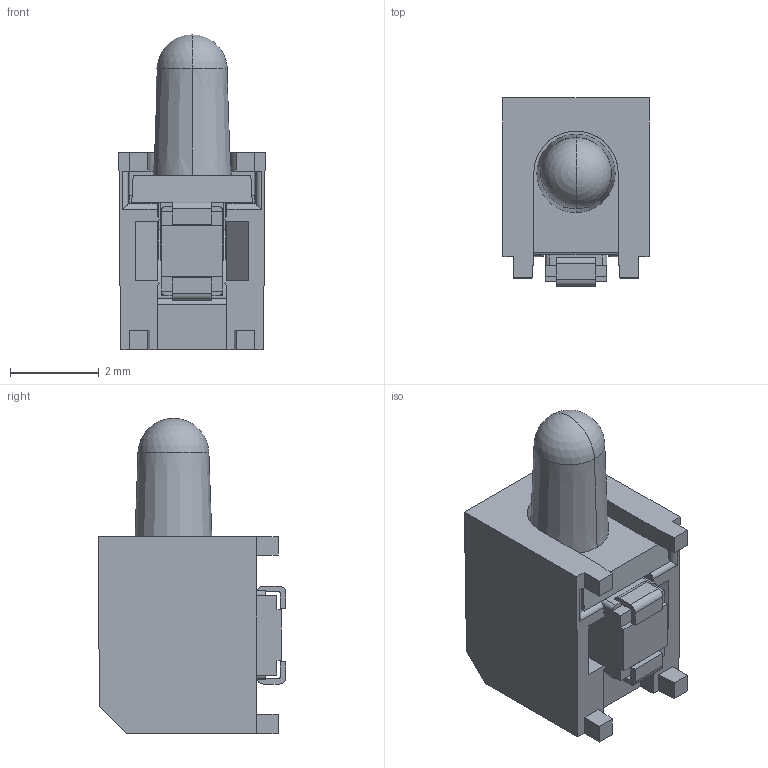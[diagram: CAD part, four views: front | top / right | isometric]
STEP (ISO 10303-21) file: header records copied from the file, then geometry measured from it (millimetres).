
FILE_DESCRIPTION((''),'2;1');
FILE_NAME('594-2XX4-0XXF_SW0001','2020-02-06T08:59:55',('laresjg'),(''),'CREO PARAMETRIC BY PTC INC, 2019080','CREO PARAMETRIC BY PTC INC, 2019080','');
FILE_SCHEMA(('CONFIG_CONTROL_DESIGN'));
Length unit declared in the file: inch
Products named in the file (1): 594-2XX4-0XXF_SW0001
Bounding box: 3.3 x 4.24 x 7.11 mm (x, y, z)
Surface area: 173.8 mm2 (no closed solid volume)
Topology: 0 solids, 3 shells, 145 faces, 398 edges, 261 vertices
Faces by surface type: plane 111, cylinder 28, extrusion 2, cone 2, sphere 2
Entity records: 4726 total; most frequent: CARTESIAN_POINT 1028, ORIENTED_EDGE 784, DIRECTION 704, EDGE_CURVE 396, VECTOR 326, LINE 324, VERTEX_POINT 261, AXIS2_PLACEMENT_3D 189
